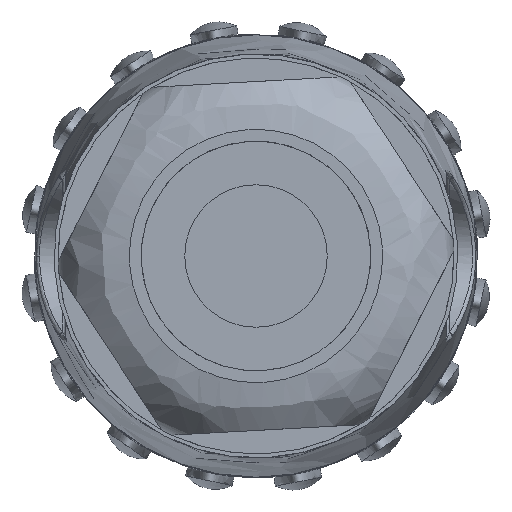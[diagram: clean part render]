
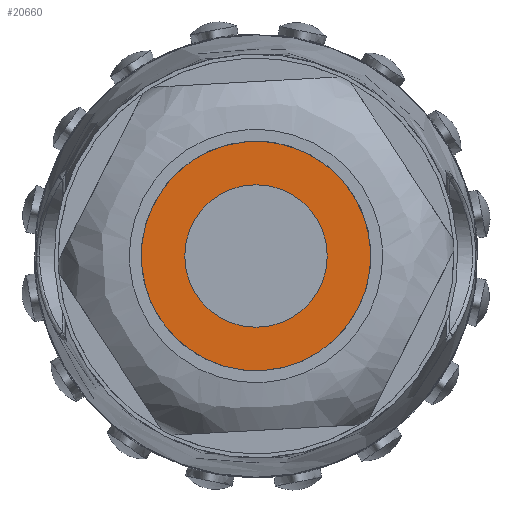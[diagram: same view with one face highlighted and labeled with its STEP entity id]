
A CAD part, front view. The second image highlights one B-rep face of the part: STEP entity #20660.
In plain terms, the highlighted planar face has unit normal (0, -1, 0).
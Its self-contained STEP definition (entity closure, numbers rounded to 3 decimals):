
#12420=PLANE('',#40112);
#20660=ADVANCED_FACE('',(#21839,#21840),#12420,.T.);
#21839=FACE_BOUND('',#22694,.T.);
#21840=FACE_BOUND('',#22695,.T.);
#22694=EDGE_LOOP('',(#26660));
#22695=EDGE_LOOP('',(#26661));
#26660=ORIENTED_EDGE('',*,*,#36030,.F.);
#26661=ORIENTED_EDGE('',*,*,#36032,.T.);
#32897=VERTEX_POINT('',#52870);
#32899=VERTEX_POINT('',#52876);
#36030=EDGE_CURVE('',#32897,#32897,#38899,.T.);
#36032=EDGE_CURVE('',#32899,#32899,#38901,.T.);
#38899=CIRCLE('',#40107,4.5);
#38901=CIRCLE('',#40111,7.25);
#40107=AXIS2_PLACEMENT_3D('',#52869,#43977,#43978);
#40111=AXIS2_PLACEMENT_3D('',#52875,#43985,#43986);
#40112=AXIS2_PLACEMENT_3D('',#52877,#43987,#43988);
#43977=DIRECTION('',(0.,-1.,0.));
#43978=DIRECTION('',(-1.,0.,0.));
#43985=DIRECTION('',(0.,-1.,0.));
#43986=DIRECTION('',(1.,0.,0.));
#43987=DIRECTION('',(0.,-1.,0.));
#43988=DIRECTION('',(-1.,0.,0.));
#52869=CARTESIAN_POINT('',(0.,-12.2,0.));
#52870=CARTESIAN_POINT('',(-4.5,-12.2,0.));
#52875=CARTESIAN_POINT('',(0.,-12.2,0.));
#52876=CARTESIAN_POINT('',(7.25,-12.2,0.));
#52877=CARTESIAN_POINT('',(9.35,-12.2,9.35));
